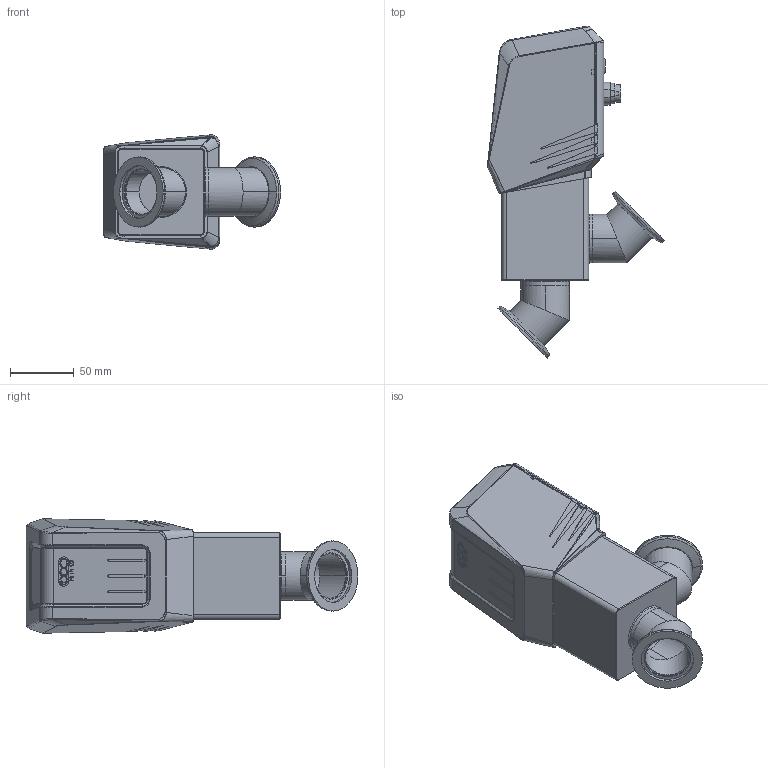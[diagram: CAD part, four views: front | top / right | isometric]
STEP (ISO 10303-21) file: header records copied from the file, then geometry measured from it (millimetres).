
FILE_DESCRIPTION (( 'STEP AP214' ), '1' );
FILE_NAME ('EAIV-S04150.STEP', '2025-10-29T21:16:35', ( '' ), ( '' ), 'SwSTEP 2.0', 'SolidWorks 2023', '' );
FILE_SCHEMA (( 'AUTOMOTIVE_DESIGN' ));
Length unit declared in the file: millimetre
Products named in the file (16): NW-40B-150; 39-01023_SHELLED; 2000297586_SHELLED; 36-00436_extended; 35-01478; 2000204502_Taller; EAIV-S04150; 35-01474_SHELLED; 2000203633_Taller; 22-00049; 24-00082; 2000193614; 2000193001; 36-00436 D_extended; 2000204500; 2000193002
Assembly tree (17 placements, depth 4):
  EAIV-S04150
    2000204502_Taller
      2000203633_Taller
      2000204500  x2
      NW-40B-150  x2
    2000297586_SHELLED
      39-01023_SHELLED
        36-00436_extended
        35-01478
        35-01474_SHELLED
        36-00436 D_extended
      24-00082
      22-00049
      2000193002
      2000193001
      2000193614
Bounding box: 138.66 x 259.84 x 89.5 mm (x, y, z)
Volume: 353057.4 mm3; surface area: 355144.1 mm2
Topology: 13 solids, 16 shells, 2112 faces, 5222 edges, 3315 vertices
Faces by surface type: plane 766, torus 492, cylinder 372, bspline 346, cone 128, sphere 8
Entity records: 114246 total; most frequent: CARTESIAN_POINT 68545, ORIENTED_EDGE 10246, DIRECTION 7914, EDGE_CURVE 5130, VERTEX_POINT 3275, AXIS2_PLACEMENT_3D 3024, EDGE_LOOP 2342, FACE_OUTER_BOUND 2086
